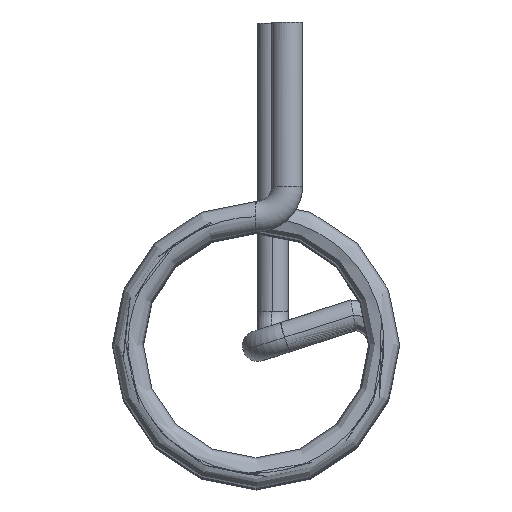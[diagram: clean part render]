
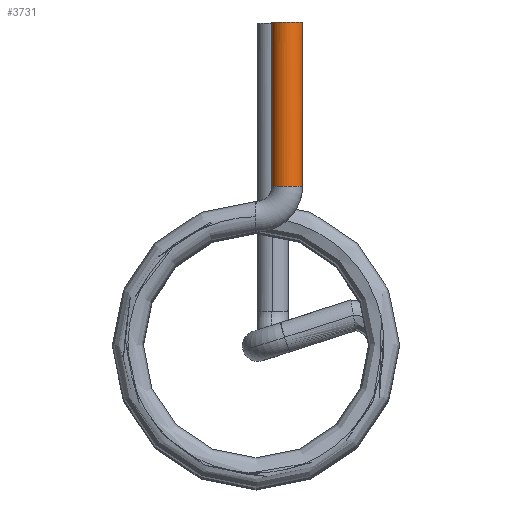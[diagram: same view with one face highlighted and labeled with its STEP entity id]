
A CAD part, top view. The second image highlights one B-rep face of the part: STEP entity #3731.
In plain terms, the highlighted cylindrical face has radius 0.3 mm (diameter 0.6 mm), a partial arc.
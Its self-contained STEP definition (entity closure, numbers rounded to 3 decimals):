
#1 = DIRECTION ( 'NONE',  ( 0.055, 0., -0.998 ) ) ;
#23 = CYLINDRICAL_SURFACE ( 'NONE', #910, 0.3 ) ;
#274 = DIRECTION ( 'NONE',  ( -1., 0., 0. ) ) ;
#596 = CIRCLE ( 'NONE', #6250, 0.3 ) ;
#652 = EDGE_CURVE ( 'NONE', #2010, #1307, #596, .T. ) ;
#785 = DIRECTION ( 'NONE',  ( 0., 1., 0. ) ) ;
#868 = ORIENTED_EDGE ( 'NONE', *, *, #3819, .F. ) ;
#910 = AXIS2_PLACEMENT_3D ( 'NONE', #1275, #5806, #274 ) ;
#963 = CARTESIAN_POINT ( 'NONE',  ( 0.909, 3.1, 18.034 ) ) ;
#1072 = CARTESIAN_POINT ( 'NONE',  ( 0.609, 6.3, 18.034 ) ) ;
#1126 = AXIS2_PLACEMENT_3D ( 'NONE', #1072, #4619, #1587 ) ;
#1271 = VERTEX_POINT ( 'NONE', #963 ) ;
#1275 = CARTESIAN_POINT ( 'NONE',  ( 0.609, 3.1, 18.034 ) ) ;
#1307 = VERTEX_POINT ( 'NONE', #3393 ) ;
#1587 = DIRECTION ( 'NONE',  ( 0.055, 0., -0.998 ) ) ;
#1651 = DIRECTION ( 'NONE',  ( 0., 1., 0. ) ) ;
#2010 = VERTEX_POINT ( 'NONE', #3565 ) ;
#2108 = CARTESIAN_POINT ( 'NONE',  ( 0.909, 3.1, 18.034 ) ) ;
#2515 = ORIENTED_EDGE ( 'NONE', *, *, #4505, .T. ) ;
#2696 = CARTESIAN_POINT ( 'NONE',  ( 0.309, 6.3, 18.034 ) ) ;
#2704 = LINE ( 'NONE', #4327, #4231 ) ;
#2950 = VERTEX_POINT ( 'NONE', #3655 ) ;
#3017 = DIRECTION ( 'NONE',  ( 0., 1., 0. ) ) ;
#3393 = CARTESIAN_POINT ( 'NONE',  ( 0.909, 3.1, 18.05 ) ) ;
#3464 = VERTEX_POINT ( 'NONE', #2696 ) ;
#3565 = CARTESIAN_POINT ( 'NONE',  ( 0.309, 3.1, 18.034 ) ) ;
#3626 = DIRECTION ( 'NONE',  ( 0., 1., 0. ) ) ;
#3655 = CARTESIAN_POINT ( 'NONE',  ( 0.909, 6.3, 18.034 ) ) ;
#3731 = ADVANCED_FACE ( 'NONE', ( #4065 ), #23, .T. ) ;
#3819 = EDGE_CURVE ( 'NONE', #2010, #3464, #2704, .T. ) ;
#3957 = ORIENTED_EDGE ( 'NONE', *, *, #652, .T. ) ;
#4065 = FACE_OUTER_BOUND ( 'NONE', #4439, .T. ) ;
#4177 = CARTESIAN_POINT ( 'NONE',  ( 0.609, 3.1, 18.034 ) ) ;
#4231 = VECTOR ( 'NONE', #785, 1000. ) ;
#4327 = CARTESIAN_POINT ( 'NONE',  ( 0.309, 3.1, 18.034 ) ) ;
#4433 = ORIENTED_EDGE ( 'NONE', *, *, #4724, .T. ) ;
#4439 = EDGE_LOOP ( 'NONE', ( #3957, #4433, #2515, #4452, #868 ) ) ;
#4452 = ORIENTED_EDGE ( 'NONE', *, *, #5188, .F. ) ;
#4505 = EDGE_CURVE ( 'NONE', #1271, #2950, #6243, .T. ) ;
#4619 = DIRECTION ( 'NONE',  ( 0., 1., 0. ) ) ;
#4685 = DIRECTION ( 'NONE',  ( 0.055, 0., -0.998 ) ) ;
#4724 = EDGE_CURVE ( 'NONE', #1307, #1271, #6093, .T. ) ;
#4945 = VECTOR ( 'NONE', #3626, 1000. ) ;
#5188 = EDGE_CURVE ( 'NONE', #3464, #2950, #5779, .T. ) ;
#5312 = AXIS2_PLACEMENT_3D ( 'NONE', #6040, #3017, #1 ) ;
#5779 = CIRCLE ( 'NONE', #1126, 0.3 ) ;
#5806 = DIRECTION ( 'NONE',  ( 0., 1., 0. ) ) ;
#6040 = CARTESIAN_POINT ( 'NONE',  ( 0.609, 3.1, 18.034 ) ) ;
#6093 = CIRCLE ( 'NONE', #5312, 0.3 ) ;
#6243 = LINE ( 'NONE', #2108, #4945 ) ;
#6250 = AXIS2_PLACEMENT_3D ( 'NONE', #4177, #1651, #4685 ) ;
